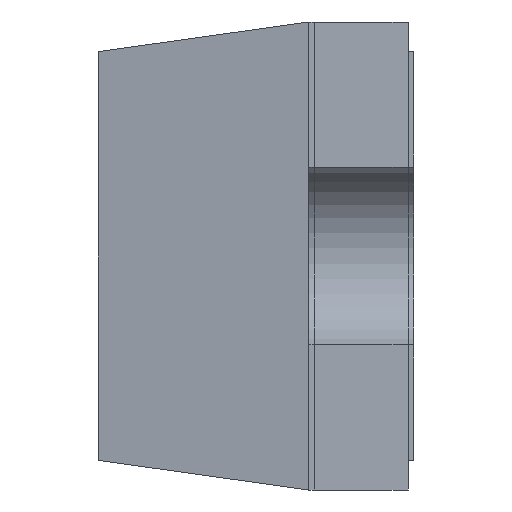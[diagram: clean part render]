
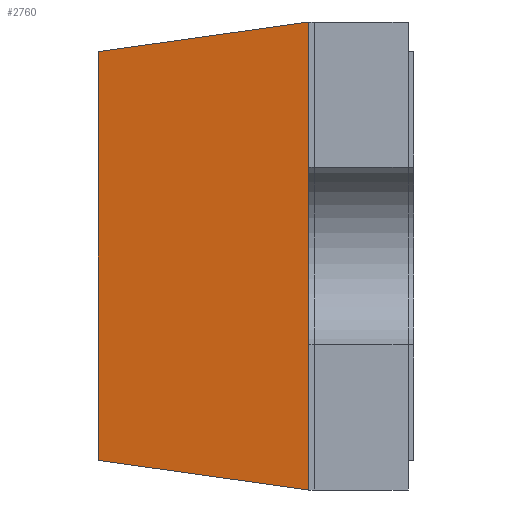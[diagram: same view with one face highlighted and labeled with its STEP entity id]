
A CAD part, left-side view. The second image highlights one B-rep face of the part: STEP entity #2760.
In plain terms, the highlighted planar face has unit normal (-0.99, 0.139, 0).
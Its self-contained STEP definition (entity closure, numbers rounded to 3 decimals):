
#168 = EDGE_CURVE ( 'NONE', #1950, #7268, #2378, .T. ) ;
#532 = DIRECTION ( 'NONE',  ( -0.99, 0.139, 0. ) ) ;
#1233 = ORIENTED_EDGE ( 'NONE', *, *, #7567, .F. ) ;
#1257 = ORIENTED_EDGE ( 'NONE', *, *, #6597, .F. ) ;
#1658 = VECTOR ( 'NONE', #8048, 1000. ) ;
#1881 = EDGE_CURVE ( 'NONE', #4295, #7268, #3960, .T. ) ;
#1950 = VERTEX_POINT ( 'NONE', #5073 ) ;
#2378 = LINE ( 'NONE', #6210, #7534 ) ;
#2519 = VECTOR ( 'NONE', #7177, 1000. ) ;
#2760 = ADVANCED_FACE ( 'NONE', ( #7357 ), #4068, .T. ) ;
#3177 = CARTESIAN_POINT ( 'NONE',  ( -0.543, 0.577, 0.343 ) ) ;
#3435 = CARTESIAN_POINT ( 'NONE',  ( -0.549, 0.53, -0.349 ) ) ;
#3610 = ORIENTED_EDGE ( 'NONE', *, *, #168, .F. ) ;
#3841 = LINE ( 'NONE', #6408, #5969 ) ;
#3960 = LINE ( 'NONE', #5773, #2519 ) ;
#4068 = PLANE ( 'NONE',  #4598 ) ;
#4114 = CARTESIAN_POINT ( 'NONE',  ( -0.6, 0.17, -0.4 ) ) ;
#4285 = DIRECTION ( 'NONE',  ( 0., 0., -1. ) ) ;
#4295 = VERTEX_POINT ( 'NONE', #3435 ) ;
#4598 = AXIS2_PLACEMENT_3D ( 'NONE', #5708, #532, #6949 ) ;
#4692 = EDGE_LOOP ( 'NONE', ( #7349, #3610, #1257, #1233 ) ) ;
#4735 = VERTEX_POINT ( 'NONE', #5455 ) ;
#5073 = CARTESIAN_POINT ( 'NONE',  ( -0.6, 0.17, 0.4 ) ) ;
#5455 = CARTESIAN_POINT ( 'NONE',  ( -0.549, 0.53, 0.349 ) ) ;
#5708 = CARTESIAN_POINT ( 'NONE',  ( -0.549, 0.53, 0. ) ) ;
#5773 = CARTESIAN_POINT ( 'NONE',  ( -0.539, 0.604, -0.339 ) ) ;
#5969 = VECTOR ( 'NONE', #7753, 1000. ) ;
#6210 = CARTESIAN_POINT ( 'NONE',  ( -0.6, 0.17, -0.4 ) ) ;
#6243 = LINE ( 'NONE', #3177, #1658 ) ;
#6408 = CARTESIAN_POINT ( 'NONE',  ( -0.549, 0.53, 0.4 ) ) ;
#6597 = EDGE_CURVE ( 'NONE', #4735, #1950, #6243, .T. ) ;
#6949 = DIRECTION ( 'NONE',  ( 0., 0., -1. ) ) ;
#7177 = DIRECTION ( 'NONE',  ( -0.138, -0.981, -0.138 ) ) ;
#7268 = VERTEX_POINT ( 'NONE', #4114 ) ;
#7349 = ORIENTED_EDGE ( 'NONE', *, *, #1881, .T. ) ;
#7357 = FACE_OUTER_BOUND ( 'NONE', #4692, .T. ) ;
#7534 = VECTOR ( 'NONE', #4285, 1000. ) ;
#7567 = EDGE_CURVE ( 'NONE', #4295, #4735, #3841, .T. ) ;
#7753 = DIRECTION ( 'NONE',  ( 0., 0., 1. ) ) ;
#8048 = DIRECTION ( 'NONE',  ( -0.138, -0.981, 0.138 ) ) ;
